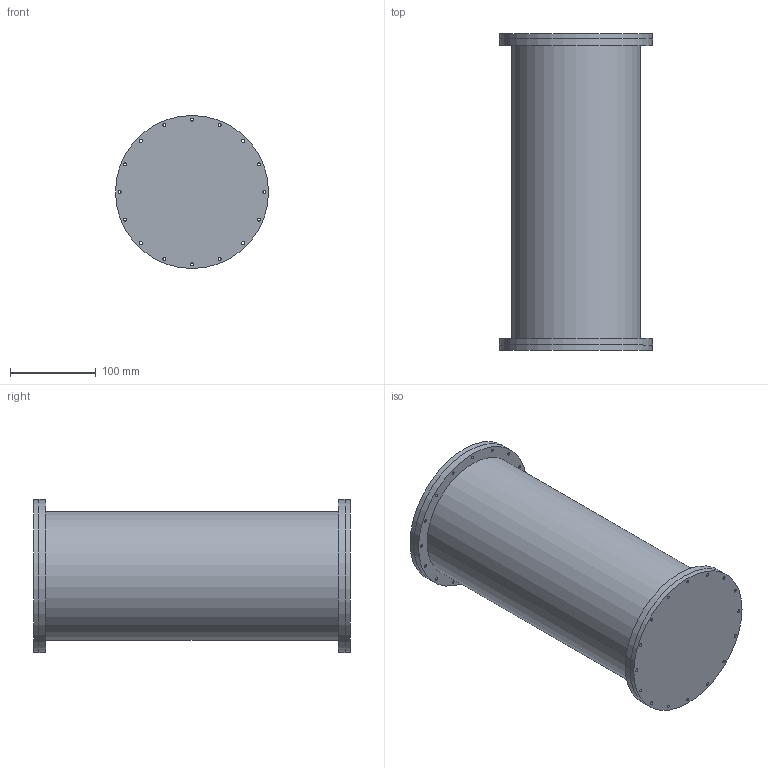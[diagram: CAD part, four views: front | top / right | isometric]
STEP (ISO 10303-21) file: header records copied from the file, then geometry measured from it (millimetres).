
FILE_DESCRIPTION(/* description */ (''),/* implementation_level */ '2;1');
FILE_NAME(/* name */ 'f5b65daf-7ba3-4c73-ad13-9d1018f118ae.stp',/* time_stamp */ '2021-04-10T09:41:49+00:00',/* author */ (''),/* organization */ (''),/* preprocessor_version */ 'ST-DEVELOPER v18.1',/* originating_system */ 'Autodesk Translation Framework v10.6.0.1341',/* authorisation */ '');
FILE_SCHEMA (('AUTOMOTIVE_DESIGN { 1 0 10303 214 3 1 1 }'));
Length unit declared in the file: millimetre
Products named in the file (7): Cylinder; CylinderWithFlanges; Component2; Component3(Mirror); Component4(Mirror); Component4; Component3
Assembly tree (6 placements, depth 3):
  Cylinder
    CylinderWithFlanges
      Component2
      Component3(Mirror)
      Component4(Mirror)
      Component4
      Component3
Bounding box: 178 x 368 x 178 mm (x, y, z)
Volume: 1526447.9 mm3; surface area: 577483.9 mm2
Topology: 5 solids, 5 shells, 124 faces, 286 edges, 186 vertices
Faces by surface type: cylinder 86, plane 24, cone 14
Full cylindrical faces by diameter (mm): 3.4 x64, 118 x2, 129 x4, 138 x6, 140 x1, 150 x3, 160 x2, 178 x4
Entity records: 4080 total; most frequent: DIRECTION 746, CARTESIAN_POINT 609, ORIENTED_EDGE 572, AXIS2_PLACEMENT_3D 323, EDGE_CURVE 286, EDGE_LOOP 272, CIRCLE 186, VERTEX_POINT 186
